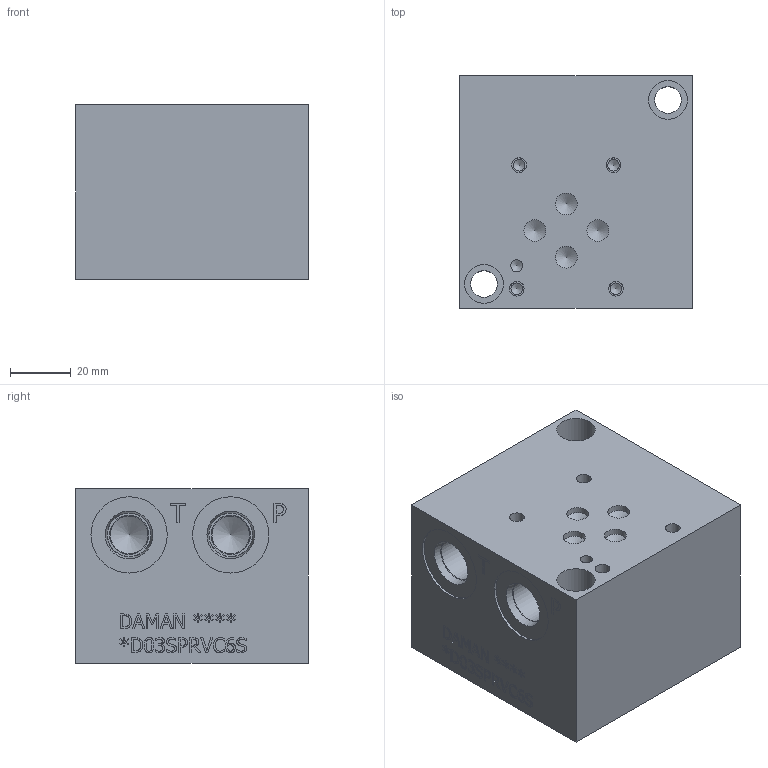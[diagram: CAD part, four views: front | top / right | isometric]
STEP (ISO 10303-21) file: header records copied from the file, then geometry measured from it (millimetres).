
FILE_DESCRIPTION(/* description */ (''),/* implementation_level */ '2;1');
FILE_NAME(/* name */ '_D03SPRVC6S.stp',/* time_stamp */ '2022-01-31T11:18:28-05:00',/* author */ ('bobbyh'),/* organization */ (''),/* preprocessor_version */ 'ST-DEVELOPER v18',/* originating_system */ 'Autodesk Inventor 2020',/* authorisation */ '');
FILE_SCHEMA (('AUTOMOTIVE_DESIGN { 1 0 10303 214 3 1 1 }'));
Length unit declared in the file: millimetre
Products named in the file (1): Part__D03SPRVC6S_3D
Bounding box: 76.2 x 76.2 x 57.15 mm (x, y, z)
Volume: 280983.6 mm3; surface area: 42190.6 mm2
Topology: 1 solids, 1 shells, 563 faces, 1550 edges, 1046 vertices
Faces by surface type: plane 313, bspline 159, cylinder 53, cone 38
Full cylindrical faces by diameter (mm): 3.785 x4, 3.962 x1, 4.826 x4, 7.137 x4, 8.738 x2, 12.294 x5, 12.7 x2, 12.9 x1, 12.903 x4, 14.275 x6, 14.3 x1, 14.529 x6, 15.9 x1, 20.62 x1, 22.23 x1, 22.54 x1, 25.019 x6, 30.16 x1
Entity records: 19185 total; most frequent: CARTESIAN_POINT 5281, ORIENTED_EDGE 3070, DIRECTION 2219, EDGE_CURVE 1535, VERTEX_POINT 1046, LINE 1003, VECTOR 1003, EDGE_LOOP 641
